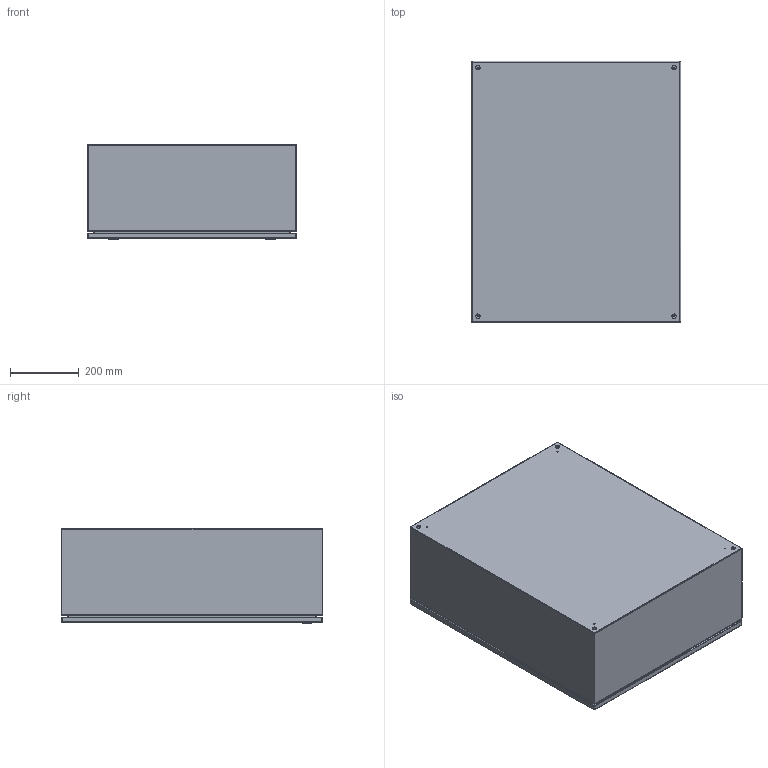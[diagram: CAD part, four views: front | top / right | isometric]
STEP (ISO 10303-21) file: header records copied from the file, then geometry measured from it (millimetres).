
FILE_DESCRIPTION (( 'STEP AP214' ), '1' );
FILE_NAME ('EN4SD243010LG.STEP', '2019-11-12T15:10:07', ( '' ), ( '' ), 'SwSTEP 2.0', 'SolidWorks 2019', '' );
FILE_SCHEMA (( 'AUTOMOTIVE_DESIGN' ));
Length unit declared in the file: inch
Products named in the file (1): EN4SD243010LG
Bounding box: 609.6 x 762 x 279.32 mm (x, y, z)
Volume: 3437193 mm3; surface area: 3781671.5 mm2
Topology: 27 solids, 28 shells, 752 faces, 1763 edges, 1086 vertices
Faces by surface type: plane 359, cylinder 257, bspline 88, torus 24, cone 20, sphere 4
Entity records: 34144 total; most frequent: CARTESIAN_POINT 7594, DIRECTION 3497, ORIENTED_EDGE 3486, EDGE_CURVE 1743, AXIS2_PLACEMENT_3D 1229, VERTEX_POINT 1086, VECTOR 1039, LINE 1039
